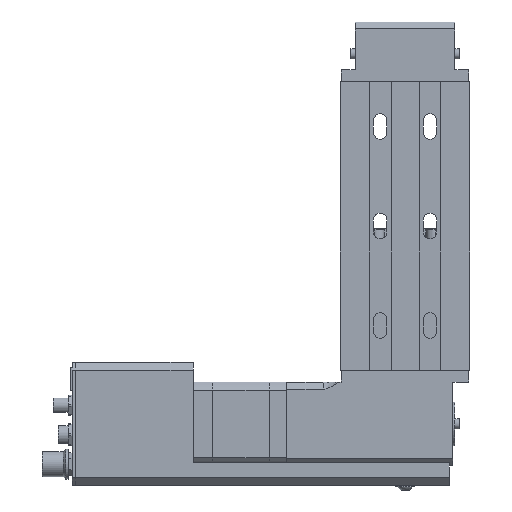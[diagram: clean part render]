
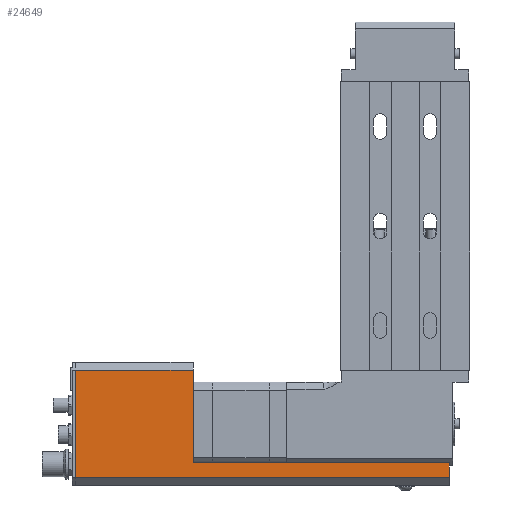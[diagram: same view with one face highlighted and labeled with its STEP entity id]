
A CAD part, front view. The second image highlights one B-rep face of the part: STEP entity #24649.
In plain terms, the highlighted planar face has unit normal (0, -1, 0).
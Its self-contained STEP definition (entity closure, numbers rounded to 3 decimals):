
#206 = ORIENTED_EDGE ( 'NONE', *, *, #7984, .T. ) ;
#294 = CARTESIAN_POINT ( 'NONE',  ( 27., -21., -106.25 ) ) ;
#486 = CARTESIAN_POINT ( 'NONE',  ( 19.5, -21., 81.8 ) ) ;
#2467 = CARTESIAN_POINT ( 'NONE',  ( 27., -21., -47. ) ) ;
#2559 = PLANE ( 'NONE',  #24634 ) ;
#2850 = DIRECTION ( 'NONE',  ( 0., 1., 0. ) ) ;
#3060 = CARTESIAN_POINT ( 'NONE',  ( 19.5, -21., -47. ) ) ;
#3368 = VERTEX_POINT ( 'NONE', #23158 ) ;
#4266 = CARTESIAN_POINT ( 'NONE',  ( 19.5, -21., 81.8 ) ) ;
#4346 = DIRECTION ( 'NONE',  ( -1., 0., 0. ) ) ;
#4982 = DIRECTION ( 'NONE',  ( 1., 0., 0. ) ) ;
#5460 = EDGE_LOOP ( 'NONE', ( #206, #11767, #16255, #7409, #11382, #22797 ) ) ;
#6503 = LINE ( 'NONE', #294, #12274 ) ;
#6678 = CARTESIAN_POINT ( 'NONE',  ( 27., -21., -106.25 ) ) ;
#6981 = FACE_OUTER_BOUND ( 'NONE', #5460, .T. ) ;
#7013 = LINE ( 'NONE', #2467, #22626 ) ;
#7115 = EDGE_CURVE ( 'NONE', #11862, #9406, #19264, .T. ) ;
#7409 = ORIENTED_EDGE ( 'NONE', *, *, #21525, .T. ) ;
#7737 = VECTOR ( 'NONE', #4346, 1000. ) ;
#7984 = EDGE_CURVE ( 'NONE', #15163, #3368, #6503, .T. ) ;
#8679 = DIRECTION ( 'NONE',  ( -1., 0., 0. ) ) ;
#8764 = DIRECTION ( 'NONE',  ( 0., 0., -1. ) ) ;
#9406 = VERTEX_POINT ( 'NONE', #14935 ) ;
#10296 = LINE ( 'NONE', #20645, #7737 ) ;
#10962 = CARTESIAN_POINT ( 'NONE',  ( 27., -21., -106.25 ) ) ;
#11382 = ORIENTED_EDGE ( 'NONE', *, *, #7115, .F. ) ;
#11767 = ORIENTED_EDGE ( 'NONE', *, *, #25350, .F. ) ;
#11862 = VERTEX_POINT ( 'NONE', #25016 ) ;
#12274 = VECTOR ( 'NONE', #17229, 1000. ) ;
#12655 = DIRECTION ( 'NONE',  ( 0., 0., 1. ) ) ;
#12682 = EDGE_CURVE ( 'NONE', #20313, #15768, #25450, .T. ) ;
#12754 = VECTOR ( 'NONE', #4982, 1000. ) ;
#13047 = DIRECTION ( 'NONE',  ( -1., 0., 0. ) ) ;
#13406 = CARTESIAN_POINT ( 'NONE',  ( 27., -21., 81.8 ) ) ;
#14613 = VECTOR ( 'NONE', #8764, 1000. ) ;
#14935 = CARTESIAN_POINT ( 'NONE',  ( -27., -21., -47. ) ) ;
#15163 = VERTEX_POINT ( 'NONE', #6678 ) ;
#15768 = VERTEX_POINT ( 'NONE', #3060 ) ;
#16255 = ORIENTED_EDGE ( 'NONE', *, *, #12682, .T. ) ;
#17229 = DIRECTION ( 'NONE',  ( 0., 0., 1. ) ) ;
#18851 = EDGE_CURVE ( 'NONE', #15163, #11862, #10296, .T. ) ;
#19264 = LINE ( 'NONE', #27285, #20657 ) ;
#20313 = VERTEX_POINT ( 'NONE', #4266 ) ;
#20645 = CARTESIAN_POINT ( 'NONE',  ( 27., -21., -106.25 ) ) ;
#20657 = VECTOR ( 'NONE', #12655, 1000. ) ;
#21525 = EDGE_CURVE ( 'NONE', #15768, #9406, #7013, .T. ) ;
#22626 = VECTOR ( 'NONE', #8679, 1000. ) ;
#22797 = ORIENTED_EDGE ( 'NONE', *, *, #18851, .F. ) ;
#23158 = CARTESIAN_POINT ( 'NONE',  ( 27., -21., 81.8 ) ) ;
#23325 = LINE ( 'NONE', #13406, #12754 ) ;
#24634 = AXIS2_PLACEMENT_3D ( 'NONE', #10962, #2850, #13047 ) ;
#24649 = ADVANCED_FACE ( 'NONE', ( #6981 ), #2559, .F. ) ;
#25016 = CARTESIAN_POINT ( 'NONE',  ( -27., -21., -106.25 ) ) ;
#25350 = EDGE_CURVE ( 'NONE', #20313, #3368, #23325, .T. ) ;
#25450 = LINE ( 'NONE', #486, #14613 ) ;
#27285 = CARTESIAN_POINT ( 'NONE',  ( -27., -21., -106.25 ) ) ;
